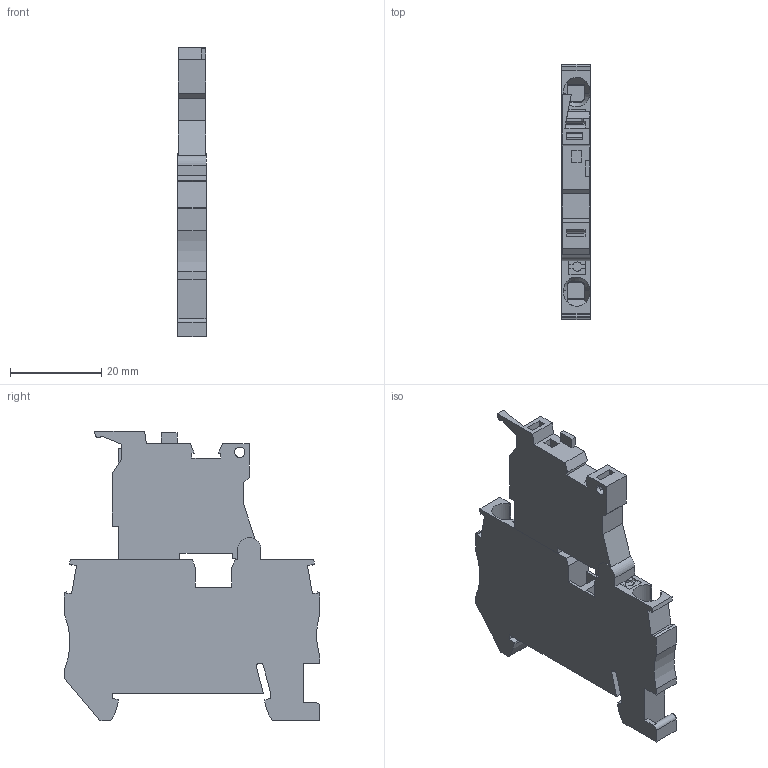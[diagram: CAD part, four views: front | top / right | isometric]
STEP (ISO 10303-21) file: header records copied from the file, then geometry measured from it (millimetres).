
FILE_DESCRIPTION(('Creo Elements/Direct Modeling STEP Export'),'2;1');
FILE_NAME('model.stp','2019-09-18T10:23:19',(''),(''),'Creo Elements/Direct Modeling STEP processor for AP214 (Solid Model)','Creo Elements/Direct Modeling 20.1A 29-Sep-2018 (C) Parametric Technology GmbH','');
FILE_SCHEMA(('AUTOMOTIVE_DESIGN { 1 0 10303 214 1 1 1 1 }'));
Length unit declared in the file: millimetre
Products named in the file (2): PT_4_HESILED_60_5X20_GY_GY-select
Assembly tree (1 placements, depth 2):
  PT_4_HESILED_60_5X20_GY_GY-select
    PT_4_HESILED_60_5X20_GY_GY-select
Bounding box: 6.15 x 55.9 x 63.38 mm (x, y, z)
Volume: 12908.2 mm3; surface area: 7912.4 mm2
Topology: 1 solids, 1 shells, 198 faces, 577 edges, 381 vertices
Faces by surface type: plane 171, cylinder 25, cone 2
Entity records: 8632 total; most frequent: CARTESIAN_POINT 1771, ORIENTED_EDGE 1154, DIRECTION 1004, EDGE_CURVE 577, VECTOR 496, LINE 496, VERTEX_POINT 381, AXIS2_PLACEMENT_3D 254
